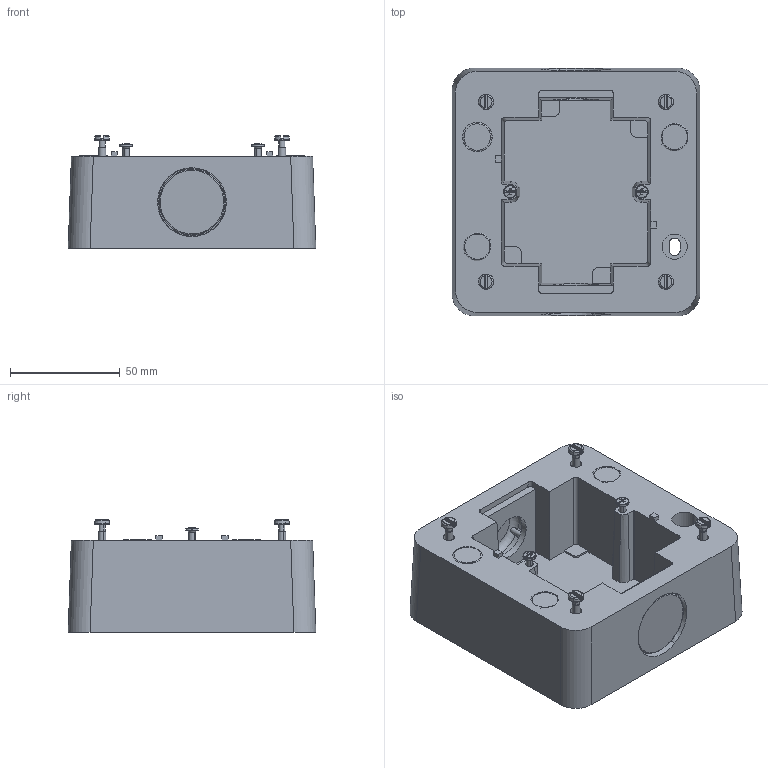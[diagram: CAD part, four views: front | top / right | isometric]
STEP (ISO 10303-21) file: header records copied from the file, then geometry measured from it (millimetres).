
FILE_DESCRIPTION(('CATIA V5 STEP Exchange','CAx-IF Rec.Pracs.--- Model Styling and Organization---1.5--- 2016-08-15','CAx-IF Rec.Pracs.---Supplemental Geometry---1.0---2011-11-01','CAx-IF Rec.Pracs.--- Composite Materials ---1.1---2010-07-15'),'2;1');
FILE_NAME('077890 _AllCATPart.stp','2026-03-11T13:41:54+00:00',('none'),('none'),'CATIA Version 5-6 Release 2024 SP3','CATIA V5 STEP AP214 v3','none');
FILE_SCHEMA(('AUTOMOTIVE_DESIGN { 1 0 10303 214 1 1 1 1 }'));
Length unit declared in the file: millimetre
Products named in the file (1): 077890 _AllCATPart
Bounding box: 112.93 x 112.93 x 51.24 mm (x, y, z)
Volume: 174943.5 mm3; surface area: 99825.6 mm2
Topology: 13 solids, 13 shells, 684 faces, 1728 edges, 1115 vertices
Faces by surface type: plane 264, cylinder 198, cone 98, torus 76, bspline 48
Entity records: 23970 total; most frequent: CARTESIAN_POINT 9407, ORIENTED_EDGE 3444, DIRECTION 2131, EDGE_CURVE 1722, VERTEX_POINT 1115, AXIS2_PLACEMENT_3D 1029, EDGE_LOOP 747, ADVANCED_FACE 684
